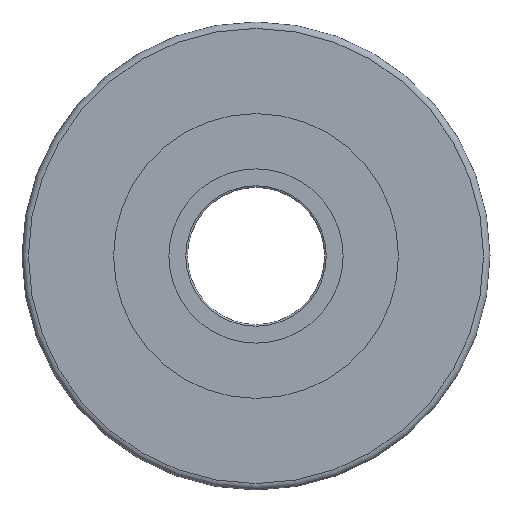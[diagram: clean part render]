
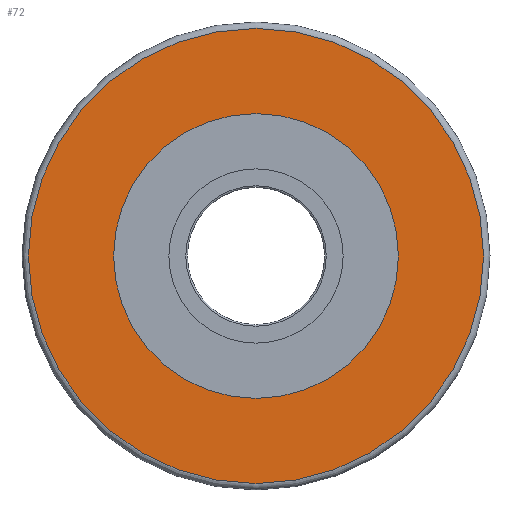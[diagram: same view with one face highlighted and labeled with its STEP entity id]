
A CAD part, front view. The second image highlights one B-rep face of the part: STEP entity #72.
In plain terms, the highlighted planar face has unit normal (0, -1, 0).
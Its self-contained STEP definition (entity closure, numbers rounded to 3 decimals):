
#43 = EDGE_CURVE('',#44,#44,#46,.T.);
#44 = VERTEX_POINT('',#45);
#45 = CARTESIAN_POINT('',(0.,-6.5,
    -17.65));
#46 = CIRCLE('',#47,17.65);
#47 = AXIS2_PLACEMENT_3D('',#48,#49,#50);
#48 = CARTESIAN_POINT('',(0.,-6.5,0.));
#49 = DIRECTION('',(0.,1.,0.));
#50 = DIRECTION('',(0.,0.,-1.));
#72 = ADVANCED_FACE('',(#73,#76),#87,.T.);
#73 = FACE_BOUND('',#74,.T.);
#74 = EDGE_LOOP('',(#75));
#75 = ORIENTED_EDGE('',*,*,#43,.T.);
#76 = FACE_BOUND('',#77,.T.);
#77 = EDGE_LOOP('',(#78));
#78 = ORIENTED_EDGE('',*,*,#79,.F.);
#79 = EDGE_CURVE('',#80,#80,#82,.T.);
#80 = VERTEX_POINT('',#81);
#81 = CARTESIAN_POINT('',(0.,-6.5,
    -28.2));
#82 = CIRCLE('',#83,28.2);
#83 = AXIS2_PLACEMENT_3D('',#84,#85,#86);
#84 = CARTESIAN_POINT('',(0.,-6.5,0.));
#85 = DIRECTION('',(0.,1.,0.));
#86 = DIRECTION('',(0.,0.,-1.));
#87 = PLANE('',#88);
#88 = AXIS2_PLACEMENT_3D('',#89,#90,#91);
#89 = CARTESIAN_POINT('',(0.,-6.5,0.));
#90 = DIRECTION('',(0.,-1.,0.));
#91 = DIRECTION('',(0.,0.,1.));
